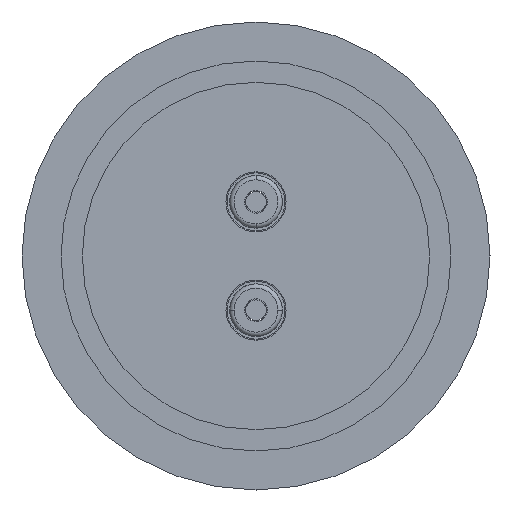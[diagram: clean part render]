
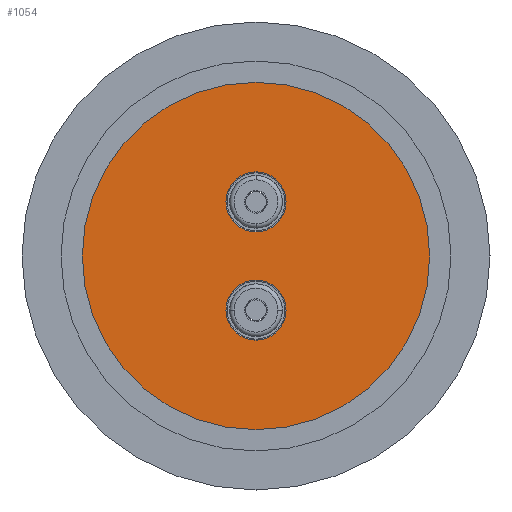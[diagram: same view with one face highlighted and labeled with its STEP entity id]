
A CAD part, front view. The second image highlights one B-rep face of the part: STEP entity #1054.
In plain terms, the highlighted planar face has unit normal (0, -1, 0).
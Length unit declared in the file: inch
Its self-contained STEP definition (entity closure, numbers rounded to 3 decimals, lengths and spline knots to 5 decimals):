
#87 = DIRECTION ( 'NONE',  ( 0., 0., 1. ) ) ;
#93 = FACE_BOUND ( 'NONE', #257, .T. ) ;
#169 = CARTESIAN_POINT ( 'NONE',  ( 0., 0., -0.25 ) ) ;
#176 = VERTEX_POINT ( 'NONE', #2840 ) ;
#189 = CARTESIAN_POINT ( 'NONE',  ( 0., 0., 0.1115 ) ) ;
#225 = VERTEX_POINT ( 'NONE', #585 ) ;
#257 = EDGE_LOOP ( 'NONE', ( #2250, #528 ) ) ;
#279 = CIRCLE ( 'NONE', #494, 0.1385 ) ;
#281 = AXIS2_PLACEMENT_3D ( 'NONE', #808, #2496, #1052 ) ;
#306 = EDGE_CURVE ( 'NONE', #225, #2698, #2901, .T. ) ;
#333 = AXIS2_PLACEMENT_3D ( 'NONE', #1108, #2787, #1367 ) ;
#352 = CIRCLE ( 'NONE', #1480, 0.80156 ) ;
#406 = DIRECTION ( 'NONE',  ( 0., 0., 1. ) ) ;
#465 = EDGE_CURVE ( 'NONE', #176, #948, #1970, .T. ) ;
#494 = AXIS2_PLACEMENT_3D ( 'NONE', #169, #1840, #406 ) ;
#499 = CARTESIAN_POINT ( 'NONE',  ( 0., 0., -0.25 ) ) ;
#528 = ORIENTED_EDGE ( 'NONE', *, *, #1476, .T. ) ;
#585 = CARTESIAN_POINT ( 'NONE',  ( 0., 0., 0.3885 ) ) ;
#618 = EDGE_CURVE ( 'NONE', #2083, #2060, #352, .T. ) ;
#749 = DIRECTION ( 'NONE',  ( 0., 0., 1. ) ) ;
#763 = DIRECTION ( 'NONE',  ( 0., 1., 0. ) ) ;
#775 = CARTESIAN_POINT ( 'NONE',  ( 0., 0., 0.25 ) ) ;
#808 = CARTESIAN_POINT ( 'NONE',  ( 0., 0., 0.25 ) ) ;
#863 = AXIS2_PLACEMENT_3D ( 'NONE', #2940, #2933, #87 ) ;
#948 = VERTEX_POINT ( 'NONE', #1479 ) ;
#1052 = DIRECTION ( 'NONE',  ( 0., 0., 1. ) ) ;
#1054 = ADVANCED_FACE ( 'NONE', ( #1998, #93, #2635 ), #1987, .F. ) ;
#1078 = ORIENTED_EDGE ( 'NONE', *, *, #1205, .F. ) ;
#1108 = CARTESIAN_POINT ( 'NONE',  ( 0., 0., 0. ) ) ;
#1135 = ORIENTED_EDGE ( 'NONE', *, *, #1225, .T. ) ;
#1205 = EDGE_CURVE ( 'NONE', #2060, #2083, #1545, .T. ) ;
#1225 = EDGE_CURVE ( 'NONE', #948, #176, #279, .T. ) ;
#1367 = DIRECTION ( 'NONE',  ( 0., 0., -1. ) ) ;
#1380 = EDGE_LOOP ( 'NONE', ( #2082, #1135 ) ) ;
#1476 = EDGE_CURVE ( 'NONE', #2698, #225, #2713, .T. ) ;
#1479 = CARTESIAN_POINT ( 'NONE',  ( 0., 0., -0.3885 ) ) ;
#1480 = AXIS2_PLACEMENT_3D ( 'NONE', #1744, #1731, #1716 ) ;
#1545 = CIRCLE ( 'NONE', #333, 0.80156 ) ;
#1675 = ORIENTED_EDGE ( 'NONE', *, *, #618, .F. ) ;
#1716 = DIRECTION ( 'NONE',  ( 0., 0., -1. ) ) ;
#1731 = DIRECTION ( 'NONE',  ( 0., 1., 0. ) ) ;
#1744 = CARTESIAN_POINT ( 'NONE',  ( 0., 0., 0. ) ) ;
#1840 = DIRECTION ( 'NONE',  ( 0., 1., 0. ) ) ;
#1852 = AXIS2_PLACEMENT_3D ( 'NONE', #499, #2097, #1917 ) ;
#1917 = DIRECTION ( 'NONE',  ( 0., 0., 1. ) ) ;
#1947 = CARTESIAN_POINT ( 'NONE',  ( 0., 0., 0.80156 ) ) ;
#1970 = CIRCLE ( 'NONE', #1852, 0.1385 ) ;
#1987 = PLANE ( 'NONE',  #863 ) ;
#1998 = FACE_BOUND ( 'NONE', #1380, .T. ) ;
#2060 = VERTEX_POINT ( 'NONE', #1947 ) ;
#2082 = ORIENTED_EDGE ( 'NONE', *, *, #465, .T. ) ;
#2083 = VERTEX_POINT ( 'NONE', #2671 ) ;
#2097 = DIRECTION ( 'NONE',  ( 0., 1., 0. ) ) ;
#2250 = ORIENTED_EDGE ( 'NONE', *, *, #306, .T. ) ;
#2496 = DIRECTION ( 'NONE',  ( 0., 1., 0. ) ) ;
#2635 = FACE_OUTER_BOUND ( 'NONE', #2835, .T. ) ;
#2671 = CARTESIAN_POINT ( 'NONE',  ( 0., 0., -0.80156 ) ) ;
#2698 = VERTEX_POINT ( 'NONE', #189 ) ;
#2713 = CIRCLE ( 'NONE', #281, 0.1385 ) ;
#2787 = DIRECTION ( 'NONE',  ( 0., 1., 0. ) ) ;
#2835 = EDGE_LOOP ( 'NONE', ( #1675, #1078 ) ) ;
#2840 = CARTESIAN_POINT ( 'NONE',  ( 0., 0., -0.1115 ) ) ;
#2901 = CIRCLE ( 'NONE', #3019, 0.1385 ) ;
#2933 = DIRECTION ( 'NONE',  ( 0., 1., 0. ) ) ;
#2940 = CARTESIAN_POINT ( 'NONE',  ( 0., 0., 0. ) ) ;
#3019 = AXIS2_PLACEMENT_3D ( 'NONE', #775, #763, #749 ) ;
